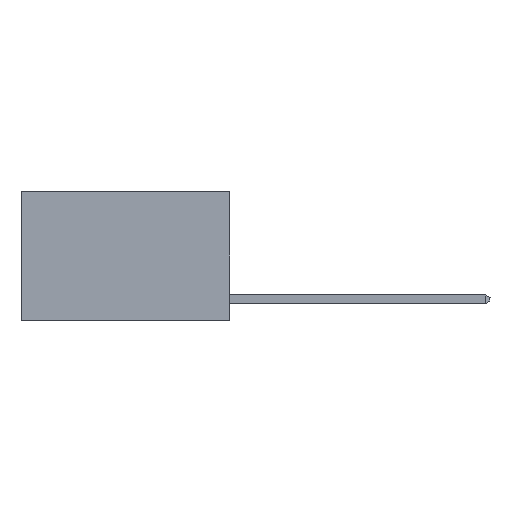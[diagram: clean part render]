
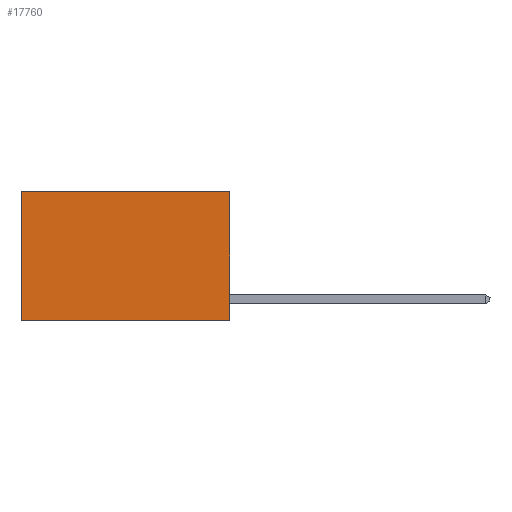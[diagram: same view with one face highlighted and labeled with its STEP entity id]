
A CAD part, left-side view. The second image highlights one B-rep face of the part: STEP entity #17760.
In plain terms, the highlighted planar face has unit normal (-1, 0, 0).
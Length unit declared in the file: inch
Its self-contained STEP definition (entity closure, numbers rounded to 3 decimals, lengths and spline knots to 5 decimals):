
#1502 = EDGE_CURVE ( 'NONE', #20301, #8402, #6720, .T. ) ;
#2209 = VECTOR ( 'NONE', #9655, 39.37008 ) ;
#2291 = ORIENTED_EDGE ( 'NONE', *, *, #1502, .F. ) ;
#4609 = EDGE_CURVE ( 'NONE', #8402, #24284, #13940, .T. ) ;
#4664 = ORIENTED_EDGE ( 'NONE', *, *, #17380, .T. ) ;
#4782 = CARTESIAN_POINT ( 'NONE',  ( 0.2625, 0., 0. ) ) ;
#4788 = LINE ( 'NONE', #15430, #18251 ) ;
#5119 = CARTESIAN_POINT ( 'NONE',  ( 0.2625, 0., 0. ) ) ;
#5614 = DIRECTION ( 'NONE',  ( 0., 0., -1. ) ) ;
#6128 = EDGE_CURVE ( 'NONE', #22664, #24284, #4788, .T. ) ;
#6720 = LINE ( 'NONE', #4782, #25561 ) ;
#8254 = CARTESIAN_POINT ( 'NONE',  ( 0.2625, 0., -0.37 ) ) ;
#8402 = VERTEX_POINT ( 'NONE', #8254 ) ;
#8928 = DIRECTION ( 'NONE',  ( 0., 0., -1. ) ) ;
#9005 = EDGE_LOOP ( 'NONE', ( #19913, #19308, #2291, #4664 ) ) ;
#9655 = DIRECTION ( 'NONE',  ( 0., 1., 0. ) ) ;
#11831 = CARTESIAN_POINT ( 'NONE',  ( 0.2625, 0.6, 0. ) ) ;
#13356 = DIRECTION ( 'NONE',  ( 0., 0., -1. ) ) ;
#13940 = LINE ( 'NONE', #14074, #17741 ) ;
#14074 = CARTESIAN_POINT ( 'NONE',  ( 0.2625, 0., -0.37 ) ) ;
#15430 = CARTESIAN_POINT ( 'NONE',  ( 0.2625, 0.6, 0. ) ) ;
#16113 = PLANE ( 'NONE',  #20917 ) ;
#16253 = DIRECTION ( 'NONE',  ( 1., 0., 0. ) ) ;
#16436 = CARTESIAN_POINT ( 'NONE',  ( 0.2625, 0.6, -0.37 ) ) ;
#17380 = EDGE_CURVE ( 'NONE', #20301, #22664, #20149, .T. ) ;
#17741 = VECTOR ( 'NONE', #18099, 39.37008 ) ;
#17760 = ADVANCED_FACE ( 'NONE', ( #18211 ), #16113, .F. ) ;
#18099 = DIRECTION ( 'NONE',  ( 0., 1., 0. ) ) ;
#18211 = FACE_OUTER_BOUND ( 'NONE', #9005, .T. ) ;
#18251 = VECTOR ( 'NONE', #13356, 39.37008 ) ;
#19308 = ORIENTED_EDGE ( 'NONE', *, *, #4609, .F. ) ;
#19913 = ORIENTED_EDGE ( 'NONE', *, *, #6128, .T. ) ;
#20149 = LINE ( 'NONE', #24690, #2209 ) ;
#20301 = VERTEX_POINT ( 'NONE', #5119 ) ;
#20917 = AXIS2_PLACEMENT_3D ( 'NONE', #24519, #16253, #5614 ) ;
#22664 = VERTEX_POINT ( 'NONE', #11831 ) ;
#24284 = VERTEX_POINT ( 'NONE', #16436 ) ;
#24519 = CARTESIAN_POINT ( 'NONE',  ( 0.2625, 0., 0. ) ) ;
#24690 = CARTESIAN_POINT ( 'NONE',  ( 0.2625, 0., 0. ) ) ;
#25561 = VECTOR ( 'NONE', #8928, 39.37008 ) ;
